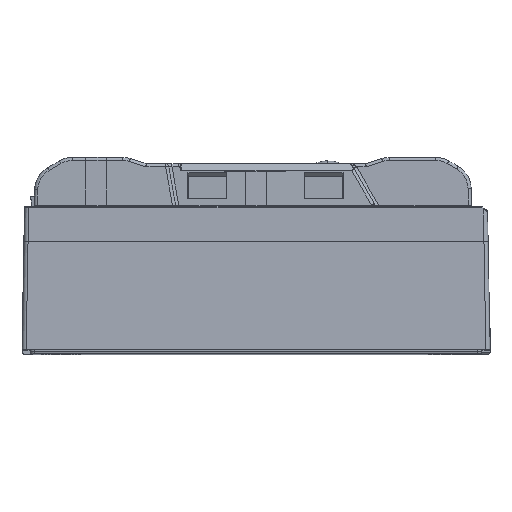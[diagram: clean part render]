
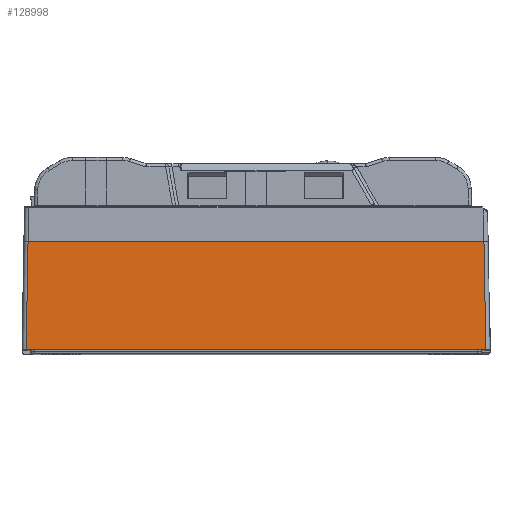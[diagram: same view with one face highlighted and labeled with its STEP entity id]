
A CAD part, top view. The second image highlights one B-rep face of the part: STEP entity #128998.
In plain terms, the highlighted planar face has unit normal (0, 0.018, 1).
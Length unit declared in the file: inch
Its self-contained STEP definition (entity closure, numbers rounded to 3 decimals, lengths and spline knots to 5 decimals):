
#14135 = ORIENTED_EDGE ( 'NONE', *, *, #171615, .T. ) ;
#17950 = DIRECTION ( 'NONE',  ( -0.017, -1., 0.017 ) ) ;
#22074 = CARTESIAN_POINT ( 'NONE',  ( 1.105, 0., 0.875 ) ) ;
#23697 = VERTEX_POINT ( 'NONE', #22074 ) ;
#25623 = CARTESIAN_POINT ( 'NONE',  ( -1.125, 0.52, 0.86592 ) ) ;
#28339 = PLANE ( 'NONE',  #39830 ) ;
#32806 = EDGE_LOOP ( 'NONE', ( #156189, #14135, #78847, #173738 ) ) ;
#36786 = CARTESIAN_POINT ( 'NONE',  ( -1.125, 0., 0.875 ) ) ;
#39649 = VERTEX_POINT ( 'NONE', #160833 ) ;
#39830 = AXIS2_PLACEMENT_3D ( 'NONE', #133932, #149178, #164394 ) ;
#47704 = VERTEX_POINT ( 'NONE', #104885 ) ;
#51800 = VECTOR ( 'NONE', #72585, 39.37008 ) ;
#51933 = VECTOR ( 'NONE', #123120, 39.37008 ) ;
#62434 = VECTOR ( 'NONE', #171496, 39.37008 ) ;
#63125 = CARTESIAN_POINT ( 'NONE',  ( 1.10432, 0.0389, 0.87432 ) ) ;
#72585 = DIRECTION ( 'NONE',  ( 1., 0., 0. ) ) ;
#74178 = LINE ( 'NONE', #36786, #62434 ) ;
#78847 = ORIENTED_EDGE ( 'NONE', *, *, #162040, .F. ) ;
#97024 = EDGE_CURVE ( 'NONE', #47704, #39649, #138036, .T. ) ;
#99434 = CARTESIAN_POINT ( 'NONE',  ( 1.09593, 0.52, 0.86592 ) ) ;
#104885 = CARTESIAN_POINT ( 'NONE',  ( -1.09593, 0.52, 0.86592 ) ) ;
#110470 = FACE_OUTER_BOUND ( 'NONE', #32806, .T. ) ;
#123120 = DIRECTION ( 'NONE',  ( -0.017, 1., -0.017 ) ) ;
#128998 = ADVANCED_FACE ( 'NONE', ( #110470 ), #28339, .T. ) ;
#129979 = LINE ( 'NONE', #25623, #51800 ) ;
#133932 = CARTESIAN_POINT ( 'NONE',  ( -1.125, 0., 0.875 ) ) ;
#138036 = LINE ( 'NONE', #139348, #162033 ) ;
#139348 = CARTESIAN_POINT ( 'NONE',  ( -1.10501, -0.00035, 0.87501 ) ) ;
#149178 = DIRECTION ( 'NONE',  ( 0., 0.017, 1. ) ) ;
#153362 = VERTEX_POINT ( 'NONE', #99434 ) ;
#156189 = ORIENTED_EDGE ( 'NONE', *, *, #174807, .T. ) ;
#160833 = CARTESIAN_POINT ( 'NONE',  ( -1.105, 0., 0.875 ) ) ;
#162033 = VECTOR ( 'NONE', #17950, 39.37008 ) ;
#162040 = EDGE_CURVE ( 'NONE', #47704, #153362, #129979, .T. ) ;
#164394 = DIRECTION ( 'NONE',  ( 0., -1., 0.017 ) ) ;
#171496 = DIRECTION ( 'NONE',  ( 1., 0., 0. ) ) ;
#171615 = EDGE_CURVE ( 'NONE', #23697, #153362, #172502, .T. ) ;
#172502 = LINE ( 'NONE', #63125, #51933 ) ;
#173738 = ORIENTED_EDGE ( 'NONE', *, *, #97024, .T. ) ;
#174807 = EDGE_CURVE ( 'NONE', #39649, #23697, #74178, .T. ) ;
